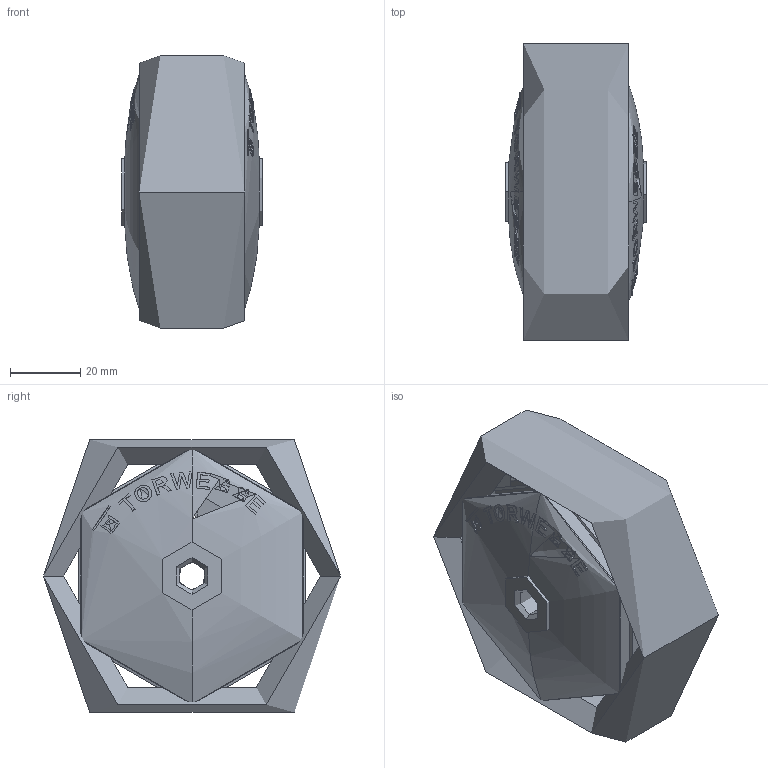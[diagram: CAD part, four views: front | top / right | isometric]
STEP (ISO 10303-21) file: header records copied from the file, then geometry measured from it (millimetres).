
FILE_DESCRIPTION (( 'STEP AP214' ), '1' );
FILE_NAME ('0021573_TPBK-100-30-40-K08.STEP', '2015-01-16T10:37:06', ( '' ), ( '' ), 'SwSTEP 2.0', 'SolidWorks 2014', '' );
FILE_SCHEMA (( 'AUTOMOTIVE_DESIGN' ));
Length unit declared in the file: millimetre
Products named in the file (2): 0021573_TPBK-100-30-40-K08
Bounding box: 40 x 84.5 x 77.52 mm (x, y, z)
Surface area: 35543.1 mm2 (no closed solid volume)
Topology: 0 solids, 5 shells, 294 faces, 950 edges, 648 vertices
Faces by surface type: bspline 220, torus 48, cone 12, cylinder 8, plane 6
Entity records: 24359 total; most frequent: CARTESIAN_POINT 15147, ORIENTED_EDGE 1648, EDGE_CURVE 950, B_SPLINE_CURVE_WITH_KNOTS 842, VERTEX_POINT 648, DIRECTION 334, EDGE_LOOP 326, UNCERTAINTY_MEASURE_WITH_UNIT 296
